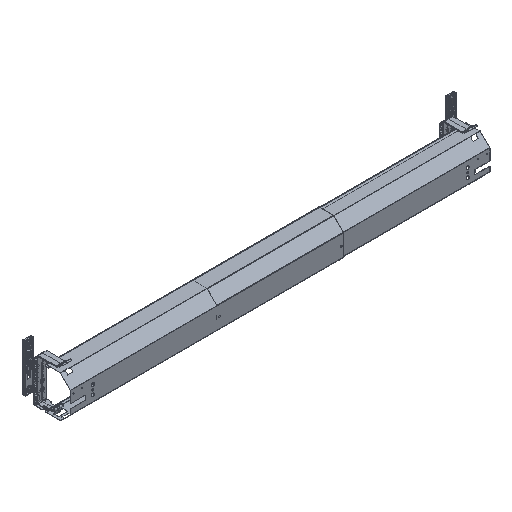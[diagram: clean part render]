
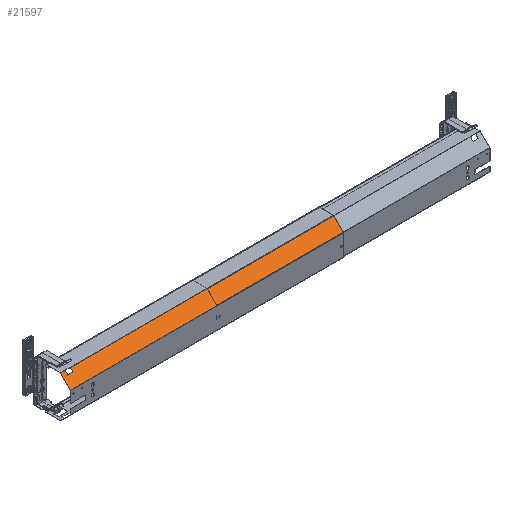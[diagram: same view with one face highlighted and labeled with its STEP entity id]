
A CAD part, isometric view. The second image highlights one B-rep face of the part: STEP entity #21597.
In plain terms, the highlighted planar face has unit normal (0, -0.707, 0.707).
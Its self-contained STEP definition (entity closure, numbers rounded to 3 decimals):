
#1438 = CARTESIAN_POINT ( 'NONE',  ( 212.57, -133.802, 42.94 ) ) ;
#1529 = EDGE_CURVE ( 'NONE', #10413, #42007, #13514, .T. ) ;
#1907 = VECTOR ( 'NONE', #12088, 1000. ) ;
#2595 = EDGE_CURVE ( 'NONE', #10413, #31806, #7012, .T. ) ;
#2892 = CARTESIAN_POINT ( 'NONE',  ( 212.57, -100.622, 76.119 ) ) ;
#5125 = VECTOR ( 'NONE', #46937, 1000. ) ;
#7012 = LINE ( 'NONE', #2892, #19286 ) ;
#7361 = VERTEX_POINT ( 'NONE', #8910 ) ;
#8910 = CARTESIAN_POINT ( 'NONE',  ( -691.93, -109.376, 67.365 ) ) ;
#9225 = LINE ( 'NONE', #16261, #5125 ) ;
#9918 = VERTEX_POINT ( 'NONE', #54229 ) ;
#10413 = VERTEX_POINT ( 'NONE', #35795 ) ;
#10643 = VECTOR ( 'NONE', #27059, 1000. ) ;
#11000 = VERTEX_POINT ( 'NONE', #38371 ) ;
#11058 = EDGE_CURVE ( 'NONE', #41103, #22894, #49201, .T. ) ;
#12088 = DIRECTION ( 'NONE',  ( 0., -0.707, -0.707 ) ) ;
#13514 = LINE ( 'NONE', #25765, #1907 ) ;
#13861 = DIRECTION ( 'NONE',  ( 1., 0., 0. ) ) ;
#14375 = CARTESIAN_POINT ( 'NONE',  ( 212.57, -100.622, 76.119 ) ) ;
#16261 = CARTESIAN_POINT ( 'NONE',  ( -674.93, -100.241, 76.5 ) ) ;
#16306 = CARTESIAN_POINT ( 'NONE',  ( 212.57, -133.802, 42.94 ) ) ;
#16319 = VECTOR ( 'NONE', #29008, 1000. ) ;
#19286 = VECTOR ( 'NONE', #33569, 1000. ) ;
#19516 = CARTESIAN_POINT ( 'NONE',  ( -707.43, -133.802, 42.94 ) ) ;
#19764 = ORIENTED_EDGE ( 'NONE', *, *, #28214, .T. ) ;
#21597 = ADVANCED_FACE ( 'NONE', ( #43637 ), #37433, .F. ) ;
#22147 = CARTESIAN_POINT ( 'NONE',  ( -691.93, -109.376, 67.365 ) ) ;
#22297 = VECTOR ( 'NONE', #51230, 1000. ) ;
#22353 = LINE ( 'NONE', #14375, #10643 ) ;
#22560 = EDGE_CURVE ( 'NONE', #7361, #11000, #31189, .T. ) ;
#22894 = VERTEX_POINT ( 'NONE', #19516 ) ;
#23072 = CARTESIAN_POINT ( 'NONE',  ( -674.93, -100.622, 76.119 ) ) ;
#25168 = DIRECTION ( 'NONE',  ( -1., 0., 0. ) ) ;
#25765 = CARTESIAN_POINT ( 'NONE',  ( 212.57, -100.241, 76.5 ) ) ;
#26934 = ORIENTED_EDGE ( 'NONE', *, *, #22560, .T. ) ;
#27059 = DIRECTION ( 'NONE',  ( -1., 0., 0. ) ) ;
#28214 = EDGE_CURVE ( 'NONE', #11000, #41103, #22353, .T. ) ;
#29008 = DIRECTION ( 'NONE',  ( 0., -0.707, -0.707 ) ) ;
#29530 = EDGE_LOOP ( 'NONE', ( #40492, #26934, #19764, #49443, #50102, #30369, #42672, #46072 ) ) ;
#30284 = EDGE_CURVE ( 'NONE', #42007, #22894, #43743, .T. ) ;
#30369 = ORIENTED_EDGE ( 'NONE', *, *, #1529, .F. ) ;
#30607 = VECTOR ( 'NONE', #13861, 1000. ) ;
#31189 = LINE ( 'NONE', #37119, #22297 ) ;
#31390 = CARTESIAN_POINT ( 'NONE',  ( -707.43, -100.622, 76.119 ) ) ;
#31806 = VERTEX_POINT ( 'NONE', #23072 ) ;
#33569 = DIRECTION ( 'NONE',  ( -1., 0., 0. ) ) ;
#35795 = CARTESIAN_POINT ( 'NONE',  ( 212.57, -100.622, 76.119 ) ) ;
#37119 = CARTESIAN_POINT ( 'NONE',  ( -691.93, -100.241, 76.5 ) ) ;
#37433 = PLANE ( 'NONE',  #38205 ) ;
#38205 = AXIS2_PLACEMENT_3D ( 'NONE', #46241, #50062, #41290 ) ;
#38371 = CARTESIAN_POINT ( 'NONE',  ( -691.93, -100.622, 76.119 ) ) ;
#40492 = ORIENTED_EDGE ( 'NONE', *, *, #41835, .F. ) ;
#41103 = VERTEX_POINT ( 'NONE', #31390 ) ;
#41290 = DIRECTION ( 'NONE',  ( 0., 0.707, 0.707 ) ) ;
#41708 = VECTOR ( 'NONE', #25168, 1000. ) ;
#41835 = EDGE_CURVE ( 'NONE', #7361, #9918, #43650, .T. ) ;
#42007 = VERTEX_POINT ( 'NONE', #1438 ) ;
#42672 = ORIENTED_EDGE ( 'NONE', *, *, #2595, .T. ) ;
#43637 = FACE_OUTER_BOUND ( 'NONE', #29530, .T. ) ;
#43650 = LINE ( 'NONE', #22147, #30607 ) ;
#43743 = LINE ( 'NONE', #16306, #41708 ) ;
#46072 = ORIENTED_EDGE ( 'NONE', *, *, #53659, .T. ) ;
#46241 = CARTESIAN_POINT ( 'NONE',  ( 212.57, -100.241, 76.5 ) ) ;
#46937 = DIRECTION ( 'NONE',  ( 0., -0.707, -0.707 ) ) ;
#49201 = LINE ( 'NONE', #55778, #16319 ) ;
#49443 = ORIENTED_EDGE ( 'NONE', *, *, #11058, .T. ) ;
#50062 = DIRECTION ( 'NONE',  ( 0., 0.707, -0.707 ) ) ;
#50102 = ORIENTED_EDGE ( 'NONE', *, *, #30284, .F. ) ;
#51230 = DIRECTION ( 'NONE',  ( 0., 0.707, 0.707 ) ) ;
#53659 = EDGE_CURVE ( 'NONE', #31806, #9918, #9225, .T. ) ;
#54229 = CARTESIAN_POINT ( 'NONE',  ( -674.93, -109.376, 67.365 ) ) ;
#55778 = CARTESIAN_POINT ( 'NONE',  ( -707.43, -100.241, 76.5 ) ) ;
